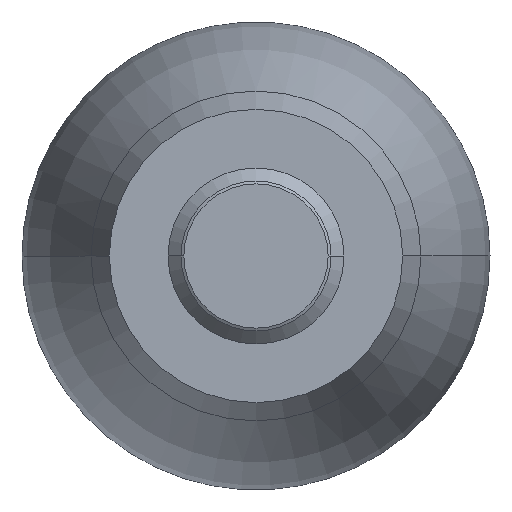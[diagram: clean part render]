
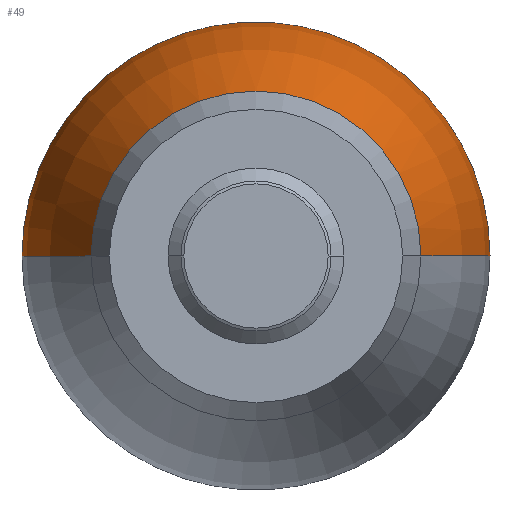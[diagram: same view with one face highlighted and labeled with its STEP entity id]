
A CAD part, left-side view. The second image highlights one B-rep face of the part: STEP entity #49.
In plain terms, the highlighted toroidal (fillet/blend) face has major radius 20 mm and minor radius 28 mm.
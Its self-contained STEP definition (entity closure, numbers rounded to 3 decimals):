
#49=ADVANCED_FACE('',(#106),#107,.T.);
#106=FACE_OUTER_BOUND('',#169,.T.);
#107=TOROIDAL_SURFACE('',#170,-20.0,28.0);
#169=EDGE_LOOP('',(#240,#241,#242,#243));
#170=AXIS2_PLACEMENT_3D('',#244,#245,#246);
#240=ORIENTED_EDGE('',*,*,#370,.F.);
#241=ORIENTED_EDGE('',*,*,#360,.T.);
#242=ORIENTED_EDGE('',*,*,#371,.F.);
#243=ORIENTED_EDGE('',*,*,#368,.F.);
#244=CARTESIAN_POINT('',(32.,0.,0.));
#245=DIRECTION('',(1.0,0.0,0.0));
#246=DIRECTION('',(0.0,1.0,0.));
#360=EDGE_CURVE('',#416,#414,#417,.T.);
#368=EDGE_CURVE('',#426,#424,#428,.T.);
#370=EDGE_CURVE('',#416,#426,#430,.T.);
#371=EDGE_CURVE('',#424,#414,#431,.T.);
#414=VERTEX_POINT('',#486);
#416=VERTEX_POINT('',#488);
#417=CIRCLE('',#489,5.623);
#424=VERTEX_POINT('',#496);
#426=VERTEX_POINT('',#498);
#428=CIRCLE('',#500,2.4);
#430=CIRCLE('',#502,28.0);
#431=CIRCLE('',#503,28.0);
#486=CARTESIAN_POINT('',(20.711,-5.623,0.));
#488=CARTESIAN_POINT('',(20.711,5.623,0.));
#489=AXIS2_PLACEMENT_3D('',#568,#569,#570);
#496=CARTESIAN_POINT('',(48.8,-2.4,0.));
#498=CARTESIAN_POINT('',(48.8,2.4,0.));
#500=AXIS2_PLACEMENT_3D('',#586,#587,#588);
#502=AXIS2_PLACEMENT_3D('',#589,#590,#591);
#503=AXIS2_PLACEMENT_3D('',#592,#593,#594);
#568=CARTESIAN_POINT('',(20.711,0.,0.));
#569=DIRECTION('',(1.0,0.0,-0.0));
#570=DIRECTION('',(0.0,1.0,0.));
#586=CARTESIAN_POINT('',(48.8,0.,0.));
#587=DIRECTION('',(1.0,0.0,-0.0));
#588=DIRECTION('',(0.0,1.0,0.));
#589=CARTESIAN_POINT('',(32.,-20.,0.));
#590=DIRECTION('',(0.0,0.,-1.0));
#591=DIRECTION('',(-0.0,1.0,0.));
#592=CARTESIAN_POINT('',(32.,20.0,0.));
#593=DIRECTION('',(0.0,0.,-1.0));
#594=DIRECTION('',(0.0,-1.0,0.));
